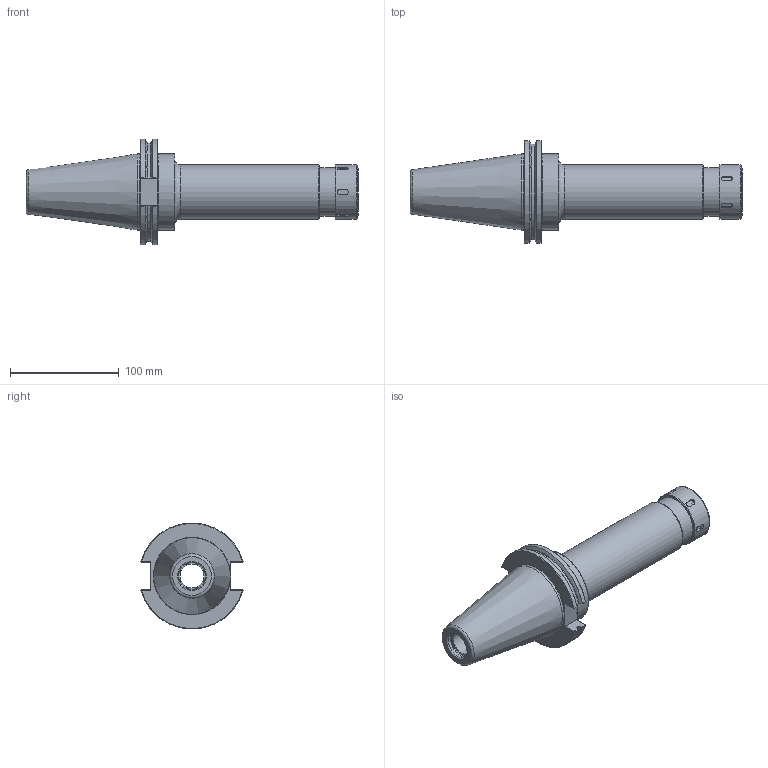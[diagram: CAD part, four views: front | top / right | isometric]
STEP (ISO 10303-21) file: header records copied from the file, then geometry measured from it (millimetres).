
FILE_DESCRIPTION(/* description */ (''),/* implementation_level */ '2;1');
FILE_NAME(/* name */ 'CAT50-SX25M-0800.stp',/* time_stamp */ '2019-06-19T11:56:35-05:00',/* author */ ('ldfli'),/* organization */ (''),/* preprocessor_version */ 'ST-DEVELOPER v18',/* originating_system */ 'Autodesk Inventor LT',/* authorisation */ '');
FILE_SCHEMA (('AUTOMOTIVE_DESIGN { 1 0 10303 214 3 1 1 }'));
Length unit declared in the file: millimetre
Products named in the file (1): CAT50-SX25M-0800
Bounding box: 304.97 x 93.8 x 97.14 mm (x, y, z)
Volume: 633379.8 mm3; surface area: 86478.6 mm2
Topology: 2 solids, 2 shells, 124 faces, 371 edges, 263 vertices
Faces by surface type: plane 54, cylinder 33, torus 20, cone 16, bspline 1
Full cylindrical faces by diameter (mm): 10 x1, 21.971 x1, 25 x1, 25.4 x1, 25.835 x1, 29 x1, 29.67 x1, 32.2 x1, 43.5 x1, 45 x1, 45.5 x1, 49.8 x1, 50 x1, 69.85 x1, 70 x1
Entity records: 4567 total; most frequent: CARTESIAN_POINT 1145, ORIENTED_EDGE 738, DIRECTION 714, EDGE_CURVE 369, AXIS2_PLACEMENT_3D 290, VERTEX_POINT 263, CIRCLE 166, EDGE_LOOP 140
